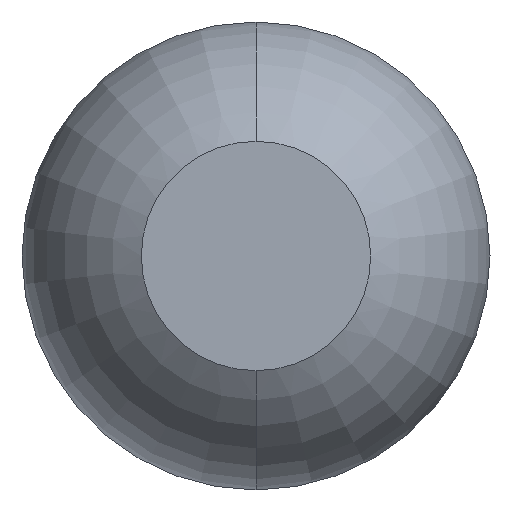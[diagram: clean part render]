
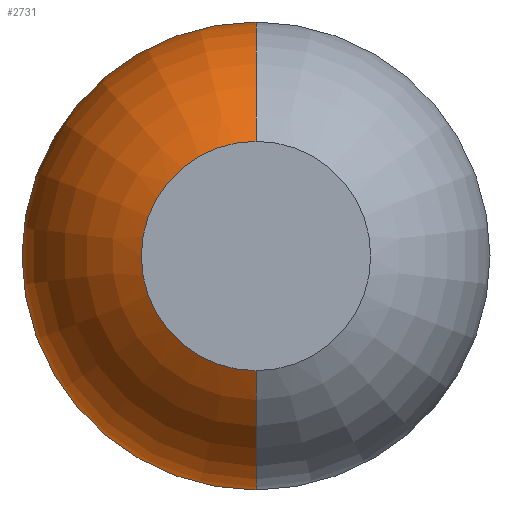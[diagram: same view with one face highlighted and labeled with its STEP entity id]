
A CAD part, front view. The second image highlights one B-rep face of the part: STEP entity #2731.
In plain terms, the highlighted toroidal (fillet/blend) face has major radius 0.01 mm and minor radius 0.5 mm.
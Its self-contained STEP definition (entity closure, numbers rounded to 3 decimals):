
#53 = AXIS2_PLACEMENT_3D ( 'NONE', #1930, #1646, #1304 ) ;
#109 = VERTEX_POINT ( 'NONE', #3770 ) ;
#307 = EDGE_CURVE ( 'NONE', #109, #2784, #1544, .T. ) ;
#330 = VERTEX_POINT ( 'NONE', #1899 ) ;
#610 = EDGE_CURVE ( 'Defeature ausgef�hrt1_12+Defeature ausgef�hrt1_5+Defeature ausgef�hrt1_5+Defeature ausgef�hrt1_5', #330, #109, #1356, .T. ) ;
#624 = CIRCLE ( 'NONE', #1088, 0.51 ) ;
#644 = AXIS2_PLACEMENT_3D ( 'NONE', #1276, #3391, #1301 ) ;
#652 = DIRECTION ( 'NONE',  ( 0., 0., 1. ) ) ;
#847 = DIRECTION ( 'NONE',  ( 0., 0., 1. ) ) ;
#890 = ORIENTED_EDGE ( 'NONE', *, *, #3730, .F. ) ;
#1088 = AXIS2_PLACEMENT_3D ( 'NONE', #3035, #1524, #652 ) ;
#1124 = ORIENTED_EDGE ( 'NONE', *, *, #307, .F. ) ;
#1276 = CARTESIAN_POINT ( 'NONE',  ( 0., -26.961, -0.01 ) ) ;
#1301 = DIRECTION ( 'NONE',  ( 0., 0., -1. ) ) ;
#1304 = DIRECTION ( 'NONE',  ( 0., 0., 1. ) ) ;
#1356 = CIRCLE ( 'NONE', #2877, 0.25 ) ;
#1524 = DIRECTION ( 'NONE',  ( 0., 1., 0. ) ) ;
#1544 = CIRCLE ( 'NONE', #644, 0.5 ) ;
#1585 = FACE_OUTER_BOUND ( 'NONE', #2695, .T. ) ;
#1646 = DIRECTION ( 'NONE',  ( 0., 1., 0. ) ) ;
#1747 = CARTESIAN_POINT ( 'NONE',  ( 0., -26.961, 0.51 ) ) ;
#1783 = DIRECTION ( 'NONE',  ( -1., 0., 0. ) ) ;
#1899 = CARTESIAN_POINT ( 'NONE',  ( 0., -27.4, 0.25 ) ) ;
#1930 = CARTESIAN_POINT ( 'NONE',  ( 0., -26.961, 0. ) ) ;
#1996 = CARTESIAN_POINT ( 'NONE',  ( 0., -26.961, -0.51 ) ) ;
#2147 = CIRCLE ( 'NONE', #2246, 0.5 ) ;
#2246 = AXIS2_PLACEMENT_3D ( 'NONE', #2707, #1783, #847 ) ;
#2392 = ORIENTED_EDGE ( 'NONE', *, *, #3562, .T. ) ;
#2616 = ORIENTED_EDGE ( 'NONE', *, *, #610, .F. ) ;
#2695 = EDGE_LOOP ( 'NONE', ( #1124, #2616, #2392, #890 ) ) ;
#2707 = CARTESIAN_POINT ( 'NONE',  ( 0., -26.961, 0.01 ) ) ;
#2731 = ADVANCED_FACE ( 'Defeature ausgef�hrt1_5', ( #1585 ), #3894, .T. ) ;
#2784 = VERTEX_POINT ( 'NONE', #1996 ) ;
#2877 = AXIS2_PLACEMENT_3D ( 'NONE', #3889, #3189, #3877 ) ;
#3035 = CARTESIAN_POINT ( 'NONE',  ( 0., -26.961, 0. ) ) ;
#3189 = DIRECTION ( 'NONE',  ( 0., -1., 0. ) ) ;
#3391 = DIRECTION ( 'NONE',  ( 1., 0., 0. ) ) ;
#3549 = VERTEX_POINT ( 'NONE', #1747 ) ;
#3562 = EDGE_CURVE ( 'NONE', #330, #3549, #2147, .T. ) ;
#3730 = EDGE_CURVE ( 'Defeature ausgef�hrt1_6+Defeature ausgef�hrt1_5+Defeature ausgef�hrt1_5+Defeature ausgef�hrt1_5', #2784, #3549, #624, .T. ) ;
#3770 = CARTESIAN_POINT ( 'NONE',  ( 0., -27.4, -0.25 ) ) ;
#3877 = DIRECTION ( 'NONE',  ( 0., 0., -1. ) ) ;
#3889 = CARTESIAN_POINT ( 'NONE',  ( 0., -27.4, 0. ) ) ;
#3894 = TOROIDAL_SURFACE ( 'NONE', #53, 0.01, 0.5 ) ;
